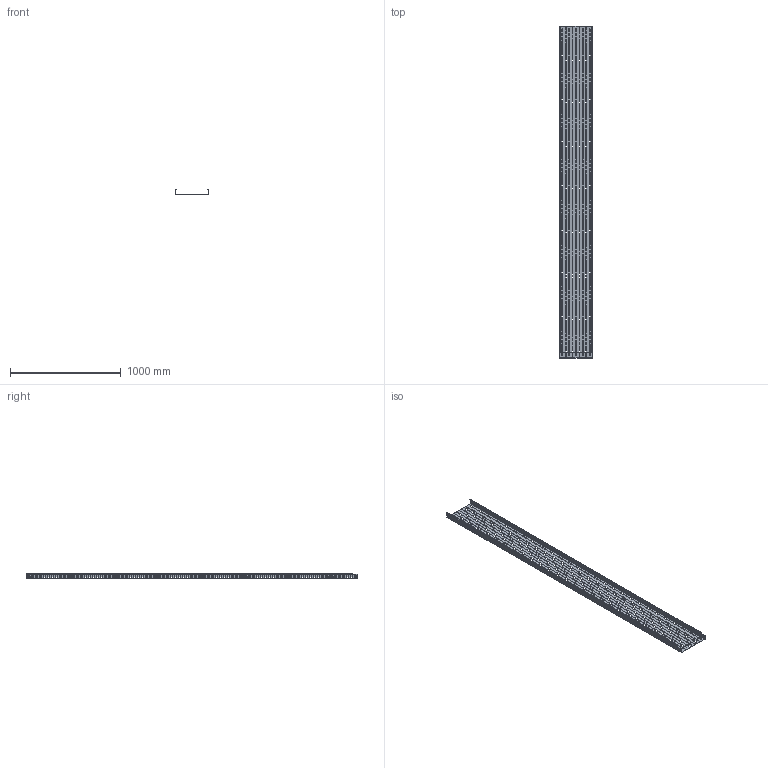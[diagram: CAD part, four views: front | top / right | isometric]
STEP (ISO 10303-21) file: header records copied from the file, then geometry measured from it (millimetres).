
FILE_DESCRIPTION(/* description */ (''),/* implementation_level */ '2;1');
FILE_NAME(/* name */ 'KCL300H50_3N.stp',/* time_stamp */ '2020-03-24T11:32:28+01:00',/* author */ ('stanislaw.luczak'),/* organization */ (''),/* preprocessor_version */ 'ST-DEVELOPER v18',/* originating_system */ 'Autodesk Inventor 2020',/* authorisation */ '');
FILE_SCHEMA (('AUTOMOTIVE_DESIGN { 1 0 10303 214 3 1 1 }'));
Products named in the file (1): 300H60N_KGJ_3M
Bounding box: 301.4 x 3000 x 50.67 mm (x, y, z)
Volume: 755597.8 mm3; surface area: 2204922.1 mm2
Topology: 1 solids, 1 shells, 4375 faces, 13157 edges, 8758 vertices
Faces by surface type: cylinder 2201, plane 2166, torus 6, bspline 2
Entity records: 153462 total; most frequent: CARTESIAN_POINT 26671, ORIENTED_EDGE 26314, DIRECTION 26243, EDGE_CURVE 13157, AXIS2_PLACEMENT_3D 8764, VERTEX_POINT 8758, LINE 8715, VECTOR 8715
